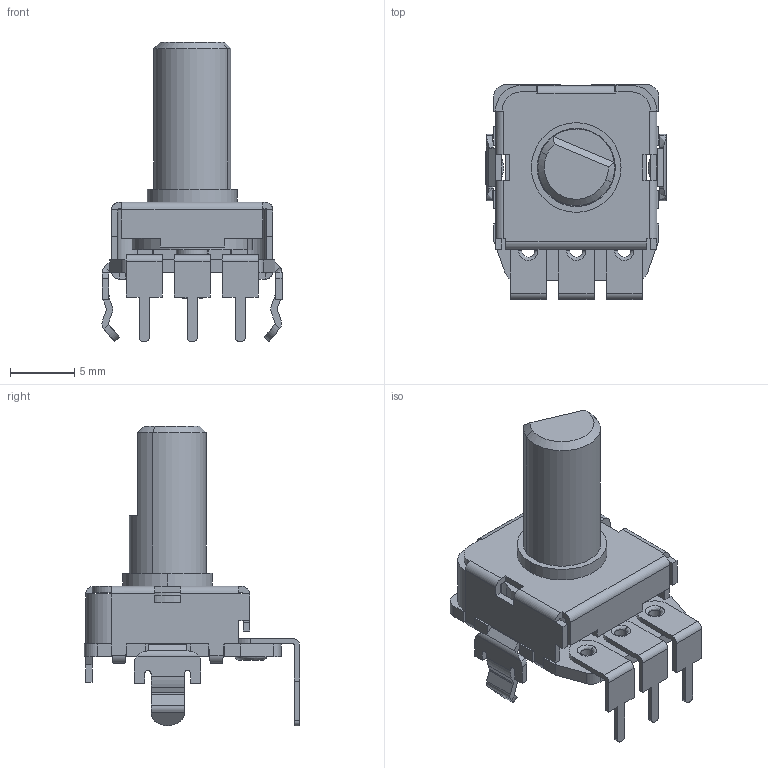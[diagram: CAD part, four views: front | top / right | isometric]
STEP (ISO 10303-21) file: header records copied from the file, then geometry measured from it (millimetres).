
FILE_DESCRIPTION (( 'STEP AP214' ), '1' );
FILE_NAME ('PDB12-H4201-103BF.STEP', '2022-12-21T02:11:45', ( '' ), ( '' ), 'SwSTEP 2.0', 'SolidWorks 2022', '' );
FILE_SCHEMA (( 'AUTOMOTIVE_DESIGN' ));
Length unit declared in the file: millimetre
Products named in the file (5): 粣陑; 萇郯え; 俋褲; PDB12-H4201-103BF; 傷赽
Assembly tree (6 placements, depth 2):
  PDB12-H4201-103BF
    俋褲
    粣陑
    傷赽  x3
    萇郯え
Bounding box: 14.06 x 16.8 x 23.4 mm (x, y, z)
Volume: 916.4 mm3; surface area: 1961.8 mm2
Topology: 6 solids, 6 shells, 386 faces, 1021 edges, 646 vertices
Faces by surface type: plane 228, cylinder 121, bspline 34, cone 3
Entity records: 11407 total; most frequent: CARTESIAN_POINT 2801, ORIENTED_EDGE 1794, DIRECTION 1706, EDGE_CURVE 897, VECTOR 654, LINE 654, VERTEX_POINT 566, AXIS2_PLACEMENT_3D 526
